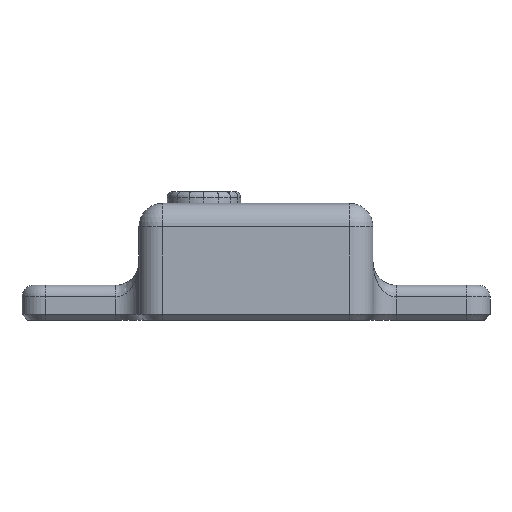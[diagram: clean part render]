
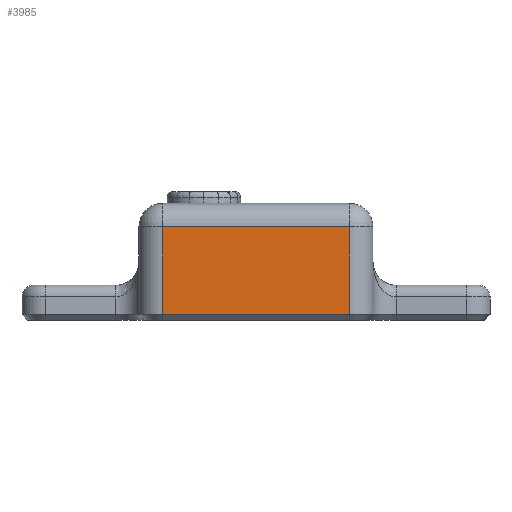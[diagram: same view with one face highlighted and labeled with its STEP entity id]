
A CAD part, left-side view. The second image highlights one B-rep face of the part: STEP entity #3985.
In plain terms, the highlighted planar face has unit normal (-1, 0, 0).
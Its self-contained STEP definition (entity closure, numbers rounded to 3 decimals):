
#408 = PLANE('',#409);
#409 = AXIS2_PLACEMENT_3D('',#410,#411,#412);
#410 = CARTESIAN_POINT('',(-11.75,-4.,0.25));
#411 = DIRECTION('',(0.707,0.,0.707));
#412 = DIRECTION('',(0.,-1.,0.));
#1802 = VERTEX_POINT('',#1803);
#1803 = CARTESIAN_POINT('',(-12.,-4.,0.5));
#1818 = CYLINDRICAL_SURFACE('',#1819,2.);
#1819 = AXIS2_PLACEMENT_3D('',#1820,#1821,#1822);
#1820 = CARTESIAN_POINT('',(-10.,-4.,0.));
#1821 = DIRECTION('',(0.,0.,1.));
#1822 = DIRECTION('',(-1.,0.,0.));
#1906 = EDGE_CURVE('',#1802,#1907,#1909,.T.);
#1907 = VERTEX_POINT('',#1908);
#1908 = CARTESIAN_POINT('',(-12.,12.,0.5));
#1909 = SURFACE_CURVE('',#1910,(#1914,#1921),.PCURVE_S1.);
#1910 = LINE('',#1911,#1912);
#1911 = CARTESIAN_POINT('',(-12.,-4.,0.5));
#1912 = VECTOR('',#1913,1.);
#1913 = DIRECTION('',(0.,1.,0.));
#1914 = PCURVE('',#408,#1915);
#1915 = DEFINITIONAL_REPRESENTATION('',(#1916),#1920);
#1916 = LINE('',#1917,#1918);
#1917 = CARTESIAN_POINT('',(-0.,-0.354));
#1918 = VECTOR('',#1919,1.);
#1919 = DIRECTION('',(-1.,0.));
#1920 = ( GEOMETRIC_REPRESENTATION_CONTEXT(2) 
PARAMETRIC_REPRESENTATION_CONTEXT() REPRESENTATION_CONTEXT('2D SPACE',''
  ) );
#1921 = PCURVE('',#1922,#1927);
#1922 = PLANE('',#1923);
#1923 = AXIS2_PLACEMENT_3D('',#1924,#1925,#1926);
#1924 = CARTESIAN_POINT('',(-12.,-6.,0.));
#1925 = DIRECTION('',(1.,0.,0.));
#1926 = DIRECTION('',(0.,0.,1.));
#1927 = DEFINITIONAL_REPRESENTATION('',(#1928),#1932);
#1928 = LINE('',#1929,#1930);
#1929 = CARTESIAN_POINT('',(0.5,-2.));
#1930 = VECTOR('',#1931,1.);
#1931 = DIRECTION('',(0.,-1.));
#1932 = ( GEOMETRIC_REPRESENTATION_CONTEXT(2) 
PARAMETRIC_REPRESENTATION_CONTEXT() REPRESENTATION_CONTEXT('2D SPACE',''
  ) );
#2028 = CYLINDRICAL_SURFACE('',#2029,2.);
#2029 = AXIS2_PLACEMENT_3D('',#2030,#2031,#2032);
#2030 = CARTESIAN_POINT('',(-10.,12.,0.));
#2031 = DIRECTION('',(0.,0.,1.));
#2032 = DIRECTION('',(-1.,0.,0.));
#3880 = EDGE_CURVE('',#1802,#3881,#3883,.T.);
#3881 = VERTEX_POINT('',#3882);
#3882 = CARTESIAN_POINT('',(-12.,-4.,8.));
#3883 = SURFACE_CURVE('',#3884,(#3888,#3895),.PCURVE_S1.);
#3884 = LINE('',#3885,#3886);
#3885 = CARTESIAN_POINT('',(-12.,-4.,0.));
#3886 = VECTOR('',#3887,1.);
#3887 = DIRECTION('',(0.,0.,1.));
#3888 = PCURVE('',#1818,#3889);
#3889 = DEFINITIONAL_REPRESENTATION('',(#3890),#3894);
#3890 = LINE('',#3891,#3892);
#3891 = CARTESIAN_POINT('',(0.,0.));
#3892 = VECTOR('',#3893,1.);
#3893 = DIRECTION('',(0.,1.));
#3894 = ( GEOMETRIC_REPRESENTATION_CONTEXT(2) 
PARAMETRIC_REPRESENTATION_CONTEXT() REPRESENTATION_CONTEXT('2D SPACE',''
  ) );
#3895 = PCURVE('',#1922,#3896);
#3896 = DEFINITIONAL_REPRESENTATION('',(#3897),#3901);
#3897 = LINE('',#3898,#3899);
#3898 = CARTESIAN_POINT('',(0.,-2.));
#3899 = VECTOR('',#3900,1.);
#3900 = DIRECTION('',(1.,0.));
#3901 = ( GEOMETRIC_REPRESENTATION_CONTEXT(2) 
PARAMETRIC_REPRESENTATION_CONTEXT() REPRESENTATION_CONTEXT('2D SPACE',''
  ) );
#3985 = ADVANCED_FACE('',(#3986),#1922,.F.);
#3986 = FACE_BOUND('',#3987,.F.);
#3987 = EDGE_LOOP('',(#3988,#3989,#3990,#4013));
#3988 = ORIENTED_EDGE('',*,*,#3880,.F.);
#3989 = ORIENTED_EDGE('',*,*,#1906,.T.);
#3990 = ORIENTED_EDGE('',*,*,#3991,.T.);
#3991 = EDGE_CURVE('',#1907,#3992,#3994,.T.);
#3992 = VERTEX_POINT('',#3993);
#3993 = CARTESIAN_POINT('',(-12.,12.,8.));
#3994 = SURFACE_CURVE('',#3995,(#3999,#4006),.PCURVE_S1.);
#3995 = LINE('',#3996,#3997);
#3996 = CARTESIAN_POINT('',(-12.,12.,0.));
#3997 = VECTOR('',#3998,1.);
#3998 = DIRECTION('',(0.,0.,1.));
#3999 = PCURVE('',#1922,#4000);
#4000 = DEFINITIONAL_REPRESENTATION('',(#4001),#4005);
#4001 = LINE('',#4002,#4003);
#4002 = CARTESIAN_POINT('',(0.,-18.));
#4003 = VECTOR('',#4004,1.);
#4004 = DIRECTION('',(1.,0.));
#4005 = ( GEOMETRIC_REPRESENTATION_CONTEXT(2) 
PARAMETRIC_REPRESENTATION_CONTEXT() REPRESENTATION_CONTEXT('2D SPACE',''
  ) );
#4006 = PCURVE('',#2028,#4007);
#4007 = DEFINITIONAL_REPRESENTATION('',(#4008),#4012);
#4008 = LINE('',#4009,#4010);
#4009 = CARTESIAN_POINT('',(-0.,0.));
#4010 = VECTOR('',#4011,1.);
#4011 = DIRECTION('',(-0.,1.));
#4012 = ( GEOMETRIC_REPRESENTATION_CONTEXT(2) 
PARAMETRIC_REPRESENTATION_CONTEXT() REPRESENTATION_CONTEXT('2D SPACE',''
  ) );
#4013 = ORIENTED_EDGE('',*,*,#4014,.F.);
#4014 = EDGE_CURVE('',#3881,#3992,#4015,.T.);
#4015 = SURFACE_CURVE('',#4016,(#4020,#4027),.PCURVE_S1.);
#4016 = LINE('',#4017,#4018);
#4017 = CARTESIAN_POINT('',(-12.,-6.,8.));
#4018 = VECTOR('',#4019,1.);
#4019 = DIRECTION('',(0.,1.,0.));
#4020 = PCURVE('',#1922,#4021);
#4021 = DEFINITIONAL_REPRESENTATION('',(#4022),#4026);
#4022 = LINE('',#4023,#4024);
#4023 = CARTESIAN_POINT('',(8.,0.));
#4024 = VECTOR('',#4025,1.);
#4025 = DIRECTION('',(0.,-1.));
#4026 = ( GEOMETRIC_REPRESENTATION_CONTEXT(2) 
PARAMETRIC_REPRESENTATION_CONTEXT() REPRESENTATION_CONTEXT('2D SPACE',''
  ) );
#4027 = PCURVE('',#4028,#4033);
#4028 = CYLINDRICAL_SURFACE('',#4029,2.);
#4029 = AXIS2_PLACEMENT_3D('',#4030,#4031,#4032);
#4030 = CARTESIAN_POINT('',(-10.,-6.,8.));
#4031 = DIRECTION('',(0.,1.,0.));
#4032 = DIRECTION('',(-1.,0.,0.));
#4033 = DEFINITIONAL_REPRESENTATION('',(#4034),#4038);
#4034 = LINE('',#4035,#4036);
#4035 = CARTESIAN_POINT('',(0.,0.));
#4036 = VECTOR('',#4037,1.);
#4037 = DIRECTION('',(0.,1.));
#4038 = ( GEOMETRIC_REPRESENTATION_CONTEXT(2) 
PARAMETRIC_REPRESENTATION_CONTEXT() REPRESENTATION_CONTEXT('2D SPACE',''
  ) );
